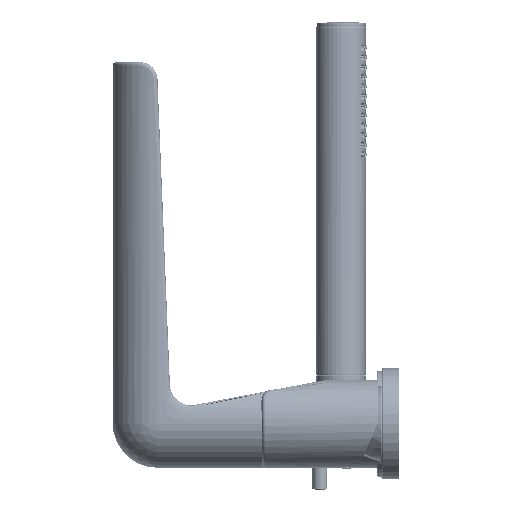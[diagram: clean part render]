
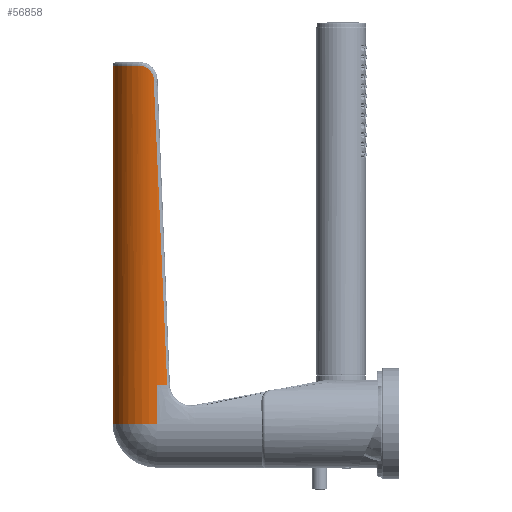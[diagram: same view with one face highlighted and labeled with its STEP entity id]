
A CAD part, left-side view. The second image highlights one B-rep face of the part: STEP entity #56858.
In plain terms, the highlighted cylindrical face has radius 25 mm (diameter 50 mm), a partial arc.
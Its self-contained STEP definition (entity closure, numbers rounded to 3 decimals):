
#1135=ELLIPSE('',#60943,566.926,25.);
#1136=ELLIPSE('',#60951,566.926,25.);
#2078=B_SPLINE_CURVE_WITH_KNOTS('',3,(#91922,#91923,#91924,#91925,#91926,
#91927,#91928,#91929,#91930,#91931),.UNSPECIFIED.,.F.,.F.,(4,1,1,1,1,1,
1,4),(0.,0.179,0.358,0.537,
0.715,0.894,1.073,1.252),
 .UNSPECIFIED.);
#2080=B_SPLINE_CURVE_WITH_KNOTS('',3,(#92020,#92021,#92022,#92023,#92024,
#92025,#92026,#92027,#92028,#92029),.UNSPECIFIED.,.F.,.F.,(4,1,1,1,1,1,
1,4),(0.,0.179,0.358,0.537,
0.715,0.894,1.073,1.252),
 .UNSPECIFIED.);
#7969=LINE('',#94493,#10175);
#7970=LINE('',#94497,#10176);
#10175=VECTOR('',#67710,10.);
#10176=VECTOR('',#67715,10.);
#12256=CYLINDRICAL_SURFACE('',#60953,25.);
#14258=FACE_OUTER_BOUND('',#17686,.T.);
#17686=EDGE_LOOP('',(#40074,#40075,#40076,#40077,#40078,#40079,#40080,#40081,
#40082,#40083));
#21421=CIRCLE('',#60948,25.);
#21424=CIRCLE('',#60952,25.);
#21425=CIRCLE('',#60954,25.);
#21426=CIRCLE('',#60955,25.);
#24756=VERTEX_POINT('',#89752);
#24757=VERTEX_POINT('',#89754);
#24870=VERTEX_POINT('',#91834);
#24871=VERTEX_POINT('',#91836);
#24872=VERTEX_POINT('',#91909);
#24874=VERTEX_POINT('',#91933);
#24876=VERTEX_POINT('',#92008);
#24877=VERTEX_POINT('',#92065);
#24878=VERTEX_POINT('',#94491);
#24879=VERTEX_POINT('',#94495);
#30612=EDGE_CURVE('',#24871,#24870,#1135,.T.);
#30615=EDGE_CURVE('',#24870,#24872,#2078,.T.);
#30618=EDGE_CURVE('',#24872,#24874,#21421,.T.);
#30621=EDGE_CURVE('',#24874,#24876,#2080,.T.);
#30623=EDGE_CURVE('',#24876,#24877,#1136,.T.);
#30627=EDGE_CURVE('',#24878,#24877,#21424,.T.);
#30628=EDGE_CURVE('',#24756,#24878,#7969,.T.);
#30629=EDGE_CURVE('',#24871,#24879,#21425,.T.);
#30630=EDGE_CURVE('',#24879,#24757,#7970,.T.);
#30631=EDGE_CURVE('',#24756,#24757,#21426,.T.);
#40074=ORIENTED_EDGE('',*,*,#30623,.F.);
#40075=ORIENTED_EDGE('',*,*,#30621,.F.);
#40076=ORIENTED_EDGE('',*,*,#30618,.F.);
#40077=ORIENTED_EDGE('',*,*,#30615,.F.);
#40078=ORIENTED_EDGE('',*,*,#30612,.F.);
#40079=ORIENTED_EDGE('',*,*,#30629,.T.);
#40080=ORIENTED_EDGE('',*,*,#30630,.T.);
#40081=ORIENTED_EDGE('',*,*,#30631,.F.);
#40082=ORIENTED_EDGE('',*,*,#30628,.T.);
#40083=ORIENTED_EDGE('',*,*,#30627,.T.);
#56858=ADVANCED_FACE('',(#14258),#12256,.T.);
#60943=AXIS2_PLACEMENT_3D('',#91838,#67690,#67691);
#60948=AXIS2_PLACEMENT_3D('',#91937,#67700,#67701);
#60951=AXIS2_PLACEMENT_3D('',#92067,#67706,#67707);
#60952=AXIS2_PLACEMENT_3D('',#94492,#67708,#67709);
#60953=AXIS2_PLACEMENT_3D('',#94494,#67711,#67712);
#60954=AXIS2_PLACEMENT_3D('',#94496,#67713,#67714);
#60955=AXIS2_PLACEMENT_3D('',#94498,#67716,#67717);
#67690=DIRECTION('center_axis',(0.,-0.999,
0.044));
#67691=DIRECTION('ref_axis',(0.,-0.044,-0.999));
#67700=DIRECTION('center_axis',(0.,0.,1.));
#67701=DIRECTION('ref_axis',(0.,1.,0.));
#67706=DIRECTION('center_axis',(0.,-0.999,
0.044));
#67707=DIRECTION('ref_axis',(0.,-0.044,-0.999));
#67708=DIRECTION('center_axis',(0.,0.,1.));
#67709=DIRECTION('ref_axis',(-1.,0.,0.));
#67710=DIRECTION('',(0.,0.,1.));
#67711=DIRECTION('center_axis',(0.,0.,1.));
#67712=DIRECTION('ref_axis',(0.,1.,0.));
#67713=DIRECTION('center_axis',(0.,0.,1.));
#67714=DIRECTION('ref_axis',(-1.,0.,0.));
#67715=DIRECTION('',(0.,0.,-1.));
#67716=DIRECTION('center_axis',(0.,0.,-1.));
#67717=DIRECTION('ref_axis',(-1.,0.,0.));
#89752=CARTESIAN_POINT('',(-25.,135.,0.));
#89754=CARTESIAN_POINT('',(25.,135.,0.));
#91834=CARTESIAN_POINT('',(24.939,136.749,195.325));
#91836=CARTESIAN_POINT('',(24.292,129.094,21.912));
#91838=CARTESIAN_POINT('Origin',(0.,135.,155.709));
#91909=CARTESIAN_POINT('',(22.717,145.437,203.));
#91922=CARTESIAN_POINT('Ctrl Pts',(24.939,136.749,195.325));
#91923=CARTESIAN_POINT('Ctrl Pts',(24.937,136.775,195.92));
#91924=CARTESIAN_POINT('Ctrl Pts',(24.924,136.973,197.106));
#91925=CARTESIAN_POINT('Ctrl Pts',(24.86,137.691,198.78));
#91926=CARTESIAN_POINT('Ctrl Pts',(24.722,138.792,200.263));
#91927=CARTESIAN_POINT('Ctrl Pts',(24.467,140.214,201.478));
#91928=CARTESIAN_POINT('Ctrl Pts',(24.061,141.869,202.364));
#91929=CARTESIAN_POINT('Ctrl Pts',(23.483,143.649,202.89));
#91930=CARTESIAN_POINT('Ctrl Pts',(22.988,144.848,203.));
#91931=CARTESIAN_POINT('Ctrl Pts',(22.717,145.437,203.));
#91933=CARTESIAN_POINT('',(-22.717,145.437,203.));
#91937=CARTESIAN_POINT('Origin',(0.,135.,203.));
#92008=CARTESIAN_POINT('',(-24.939,136.749,195.325));
#92020=CARTESIAN_POINT('Ctrl Pts',(-22.717,145.437,203.));
#92021=CARTESIAN_POINT('Ctrl Pts',(-22.988,144.848,203.));
#92022=CARTESIAN_POINT('Ctrl Pts',(-23.483,143.649,202.89));
#92023=CARTESIAN_POINT('Ctrl Pts',(-24.061,141.869,202.364));
#92024=CARTESIAN_POINT('Ctrl Pts',(-24.467,140.214,201.478));
#92025=CARTESIAN_POINT('Ctrl Pts',(-24.722,138.792,200.263));
#92026=CARTESIAN_POINT('Ctrl Pts',(-24.86,137.691,198.78));
#92027=CARTESIAN_POINT('Ctrl Pts',(-24.924,136.973,197.106));
#92028=CARTESIAN_POINT('Ctrl Pts',(-24.937,136.775,195.92));
#92029=CARTESIAN_POINT('Ctrl Pts',(-24.939,136.749,195.325));
#92065=CARTESIAN_POINT('',(-24.292,129.094,21.912));
#92067=CARTESIAN_POINT('Origin',(0.,135.,155.709));
#94491=CARTESIAN_POINT('',(-25.,135.,21.912));
#94492=CARTESIAN_POINT('Origin',(0.,135.,21.912));
#94493=CARTESIAN_POINT('',(-25.,135.,0.));
#94494=CARTESIAN_POINT('Origin',(0.,135.,0.));
#94495=CARTESIAN_POINT('',(25.,135.,21.912));
#94496=CARTESIAN_POINT('Origin',(0.,135.,21.912));
#94497=CARTESIAN_POINT('',(25.,135.,0.));
#94498=CARTESIAN_POINT('Origin',(0.,135.,0.));
